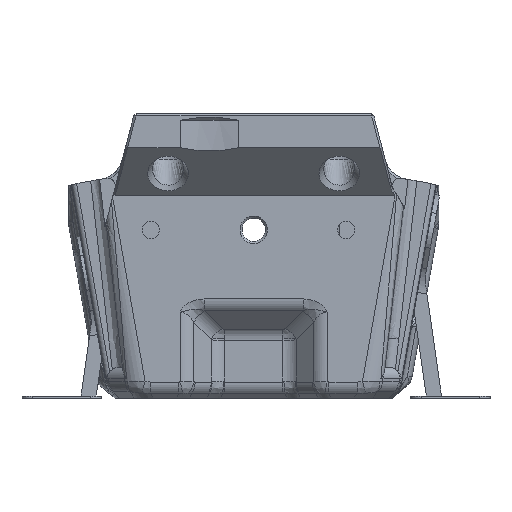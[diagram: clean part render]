
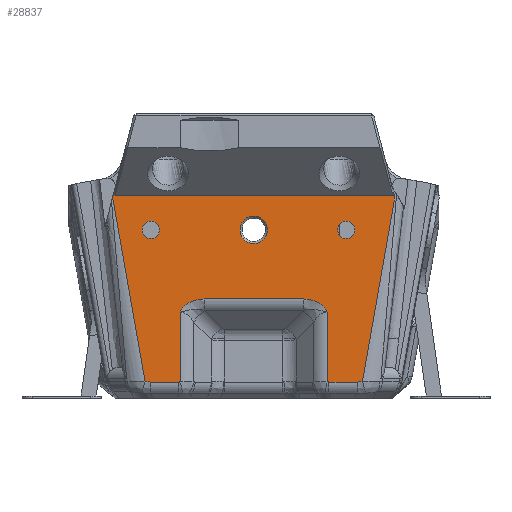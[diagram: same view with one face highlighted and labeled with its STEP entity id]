
A CAD part, front view. The second image highlights one B-rep face of the part: STEP entity #28837.
In plain terms, the highlighted planar face has unit normal (0, -1, 0).
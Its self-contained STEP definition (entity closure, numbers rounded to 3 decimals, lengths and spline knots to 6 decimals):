
#780=B_SPLINE_CURVE_WITH_KNOTS('',3,(#47971,#47972,#47973,#47974),
 .UNSPECIFIED.,.F.,.F.,(4,4),(0.,0.999999),.UNSPECIFIED.);
#781=B_SPLINE_CURVE_WITH_KNOTS('',3,(#47983,#47984,#47985,#47986,#47987,
#47988),.UNSPECIFIED.,.F.,.F.,(4,1,1,4),(0.,0.002711,0.004067,
0.005422),.UNSPECIFIED.);
#782=B_SPLINE_CURVE_WITH_KNOTS('',3,(#47992,#47993,#47994,#47995,#47996,
#47997),.UNSPECIFIED.,.F.,.F.,(4,1,1,4),(0.,0.002711,0.004067,
0.005422),.UNSPECIFIED.);
#1586=CIRCLE('',#31076,0.0026);
#1587=CIRCLE('',#31077,0.00165);
#1588=CIRCLE('',#31078,0.00165);
#2601=ELLIPSE('',#30806,0.002947,0.002);
#2602=ELLIPSE('',#30810,0.006197,0.004);
#2603=ELLIPSE('',#30811,0.006197,0.004);
#2604=ELLIPSE('',#30815,0.002947,0.002);
#6816=ORIENTED_EDGE('',*,*,#13814,.F.);
#6817=ORIENTED_EDGE('',*,*,#13815,.T.);
#6818=ORIENTED_EDGE('',*,*,#13816,.T.);
#6819=ORIENTED_EDGE('',*,*,#13817,.T.);
#6820=ORIENTED_EDGE('',*,*,#13818,.F.);
#6821=ORIENTED_EDGE('',*,*,#13819,.T.);
#6822=ORIENTED_EDGE('',*,*,#13435,.F.);
#6823=ORIENTED_EDGE('',*,*,#13433,.T.);
#6824=ORIENTED_EDGE('',*,*,#13431,.F.);
#6825=ORIENTED_EDGE('',*,*,#13813,.F.);
#6826=ORIENTED_EDGE('',*,*,#13820,.F.);
#6827=ORIENTED_EDGE('',*,*,#13821,.T.);
#6828=ORIENTED_EDGE('',*,*,#13822,.T.);
#6829=ORIENTED_EDGE('',*,*,#13810,.T.);
#6830=ORIENTED_EDGE('',*,*,#13440,.T.);
#6831=ORIENTED_EDGE('',*,*,#13438,.F.);
#6832=ORIENTED_EDGE('',*,*,#13436,.T.);
#6833=ORIENTED_EDGE('',*,*,#13823,.T.);
#6834=ORIENTED_EDGE('',*,*,#13824,.F.);
#6835=ORIENTED_EDGE('',*,*,#13825,.F.);
#13431=EDGE_CURVE('',#17252,#17253,#2601,.T.);
#13433=EDGE_CURVE('',#17254,#17253,#19926,.T.);
#13435=EDGE_CURVE('',#17254,#17242,#2602,.T.);
#13436=EDGE_CURVE('',#17255,#17251,#2603,.T.);
#13438=EDGE_CURVE('',#17255,#17256,#19927,.T.);
#13440=EDGE_CURVE('',#17257,#17256,#2604,.T.);
#13810=EDGE_CURVE('',#17465,#17257,#20091,.T.);
#13813=EDGE_CURVE('',#17466,#17252,#20092,.T.);
#13814=EDGE_CURVE('',#17467,#17251,#20093,.T.);
#13815=EDGE_CURVE('',#17467,#17468,#780,.T.);
#13816=EDGE_CURVE('',#17468,#17469,#20094,.T.);
#13817=EDGE_CURVE('',#17469,#17470,#20095,.F.);
#13818=EDGE_CURVE('',#17471,#17470,#20096,.T.);
#13819=EDGE_CURVE('',#17471,#17242,#20097,.T.);
#13820=EDGE_CURVE('',#17472,#17466,#781,.T.);
#13821=EDGE_CURVE('',#17472,#17473,#20098,.F.);
#13822=EDGE_CURVE('',#17473,#17465,#782,.T.);
#13823=EDGE_CURVE('',#17474,#17474,#1586,.F.);
#13824=EDGE_CURVE('',#17475,#17475,#1587,.T.);
#13825=EDGE_CURVE('',#17476,#17476,#1588,.T.);
#17242=VERTEX_POINT('',#46346);
#17251=VERTEX_POINT('',#46447);
#17252=VERTEX_POINT('',#46474);
#17253=VERTEX_POINT('',#46476);
#17254=VERTEX_POINT('',#46480);
#17255=VERTEX_POINT('',#46532);
#17256=VERTEX_POINT('',#46536);
#17257=VERTEX_POINT('',#46563);
#17465=VERTEX_POINT('',#47962);
#17466=VERTEX_POINT('',#47966);
#17467=VERTEX_POINT('',#47970);
#17468=VERTEX_POINT('',#47975);
#17469=VERTEX_POINT('',#47977);
#17470=VERTEX_POINT('',#47979);
#17471=VERTEX_POINT('',#47981);
#17472=VERTEX_POINT('',#47989);
#17473=VERTEX_POINT('',#47991);
#17474=VERTEX_POINT('',#47999);
#17475=VERTEX_POINT('',#48001);
#17476=VERTEX_POINT('',#48003);
#19926=LINE('',#46479,#22334);
#19927=LINE('',#46535,#22335);
#20091=LINE('',#47961,#22499);
#20092=LINE('',#47967,#22500);
#20093=LINE('',#47969,#22501);
#20094=LINE('',#47976,#22502);
#20095=LINE('',#47978,#22503);
#20096=LINE('',#47980,#22504);
#20097=LINE('',#47982,#22505);
#20098=LINE('',#47990,#22506);
#22334=VECTOR('',#35484,1.);
#22335=VECTOR('',#35495,1.);
#22499=VECTOR('',#36175,1.);
#22500=VECTOR('',#36182,1.);
#22501=VECTOR('',#36185,1.);
#22502=VECTOR('',#36186,1.);
#22503=VECTOR('',#36187,1.);
#22504=VECTOR('',#36188,1.);
#22505=VECTOR('',#36189,1.);
#22506=VECTOR('',#36190,1.);
#24478=EDGE_LOOP('',(#6816,#6817,#6818,#6819,#6820,#6821,#6822,#6823,#6824,
#6825,#6826,#6827,#6828,#6829,#6830,#6831,#6832));
#24479=EDGE_LOOP('',(#6833));
#24480=EDGE_LOOP('',(#6834));
#24481=EDGE_LOOP('',(#6835));
#26263=FACE_BOUND('',#24478,.T.);
#26264=FACE_BOUND('',#24479,.T.);
#26265=FACE_BOUND('',#24480,.T.);
#26266=FACE_BOUND('',#24481,.T.);
#27622=PLANE('',#31075);
#28837=ADVANCED_FACE('',(#26263,#26264,#26265,#26266),#27622,.T.);
#30806=AXIS2_PLACEMENT_3D('',#46475,#35478,#35479);
#30810=AXIS2_PLACEMENT_3D('',#46506,#35487,#35488);
#30811=AXIS2_PLACEMENT_3D('',#46531,#35489,#35490);
#30815=AXIS2_PLACEMENT_3D('',#46562,#35498,#35499);
#31075=AXIS2_PLACEMENT_3D('',#47968,#36183,#36184);
#31076=AXIS2_PLACEMENT_3D('',#47998,#36191,#36192);
#31077=AXIS2_PLACEMENT_3D('',#48000,#36193,#36194);
#31078=AXIS2_PLACEMENT_3D('',#48002,#36195,#36196);
#35478=DIRECTION('',(0.,1.,0.));
#35479=DIRECTION('',(-0.383,0.,-0.924));
#35484=DIRECTION('',(1.,0.,0.));
#35487=DIRECTION('',(0.,1.,0.));
#35488=DIRECTION('',(-0.534,0.,0.845));
#35489=DIRECTION('',(0.,-1.,0.));
#35490=DIRECTION('',(0.534,0.,0.845));
#35495=DIRECTION('',(-1.,0.,0.));
#35498=DIRECTION('',(0.,-1.,0.));
#35499=DIRECTION('',(0.383,0.,-0.924));
#36175=DIRECTION('',(0.,0.,-1.));
#36182=DIRECTION('',(0.,0.,-1.));
#36183=DIRECTION('',(0.,-1.,0.));
#36184=DIRECTION('',(1.,0.,0.));
#36185=DIRECTION('',(-0.174,0.,-0.985));
#36186=DIRECTION('',(-1.,0.,0.));
#36187=DIRECTION('',(0.506,0.,-0.863));
#36188=DIRECTION('',(0.25,0.,0.968));
#36189=DIRECTION('',(0.174,0.,-0.985));
#36190=DIRECTION('',(-1.,0.,0.));
#36191=DIRECTION('',(0.,-1.,0.));
#36192=DIRECTION('',(1.,0.,0.));
#36193=DIRECTION('',(0.,-1.,0.));
#36194=DIRECTION('',(1.,0.,0.));
#36195=DIRECTION('',(0.,-1.,0.));
#36196=DIRECTION('',(1.,0.,0.));
#46346=CARTESIAN_POINT('',(-0.020567,-0.0225,0.003176));
#46447=CARTESIAN_POINT('',(0.020567,-0.0225,0.003176));
#46474=CARTESIAN_POINT('',(-0.013891,-0.0225,0.003078));
#46475=CARTESIAN_POINT('',(-0.013643,-0.0225,0.005871));
#46476=CARTESIAN_POINT('',(-0.014228,-0.0225,0.003043));
#46479=CARTESIAN_POINT('',(0.028932,-0.0225,0.003043));
#46480=CARTESIAN_POINT('',(-0.01958,-0.0225,0.003043));
#46506=CARTESIAN_POINT('',(-0.021369,-0.0225,0.008699));
#46531=CARTESIAN_POINT('',(0.021369,-0.0225,0.008699));
#46532=CARTESIAN_POINT('',(0.01958,-0.0225,0.003043));
#46535=CARTESIAN_POINT('',(-0.000052,-0.0225,0.003043));
#46536=CARTESIAN_POINT('',(0.014228,-0.0225,0.003043));
#46562=CARTESIAN_POINT('',(0.013643,-0.0225,0.005871));
#46563=CARTESIAN_POINT('',(0.013891,-0.0225,0.003078));
#47961=CARTESIAN_POINT('',(0.013891,-0.0225,0.021029));
#47962=CARTESIAN_POINT('',(0.013891,-0.0225,0.016279));
#47966=CARTESIAN_POINT('',(-0.013891,-0.0225,0.016279));
#47967=CARTESIAN_POINT('',(-0.013891,-0.0225,0.021029));
#47968=CARTESIAN_POINT('',(-0.000052,-0.0225,0.021029));
#47969=CARTESIAN_POINT('',(0.023002,-0.0225,0.016983));
#47970=CARTESIAN_POINT('',(0.026543,-0.0225,0.037069));
#47971=CARTESIAN_POINT('',(0.026543,-0.0225,0.037069));
#47972=CARTESIAN_POINT('',(0.026593,-0.0225,0.037486));
#47973=CARTESIAN_POINT('',(0.026643,-0.0225,0.037903));
#47974=CARTESIAN_POINT('',(0.026693,-0.0225,0.03832));
#47975=CARTESIAN_POINT('',(0.026693,-0.0225,0.03832));
#47976=CARTESIAN_POINT('',(-0.01013,-0.0225,0.03832));
#47977=CARTESIAN_POINT('',(-0.026227,-0.0225,0.03832));
#47978=CARTESIAN_POINT('',(-0.028491,-0.0225,0.042183));
#47979=CARTESIAN_POINT('',(-0.026509,-0.0225,0.038801));
#47980=CARTESIAN_POINT('',(-0.029158,-0.0225,0.028557));
#47981=CARTESIAN_POINT('',(-0.026711,-0.0225,0.03802));
#47982=CARTESIAN_POINT('',(-0.023002,-0.0225,0.016983));
#47983=CARTESIAN_POINT('',(-0.009407,-0.0225,0.018764));
#47984=CARTESIAN_POINT('',(-0.010317,-0.0225,0.018764));
#47985=CARTESIAN_POINT('',(-0.011678,-0.0225,0.018487));
#47986=CARTESIAN_POINT('',(-0.013195,-0.0225,0.017473));
#47987=CARTESIAN_POINT('',(-0.013753,-0.0225,0.016709));
#47988=CARTESIAN_POINT('',(-0.013891,-0.0225,0.016279));
#47989=CARTESIAN_POINT('',(-0.009407,-0.0225,0.018764));
#47990=CARTESIAN_POINT('',(-0.000052,-0.0225,0.018764));
#47991=CARTESIAN_POINT('',(0.009407,-0.0225,0.018764));
#47992=CARTESIAN_POINT('',(0.009407,-0.0225,0.018764));
#47993=CARTESIAN_POINT('',(0.010317,-0.0225,0.018764));
#47994=CARTESIAN_POINT('',(0.011678,-0.0225,0.018487));
#47995=CARTESIAN_POINT('',(0.013195,-0.0225,0.017473));
#47996=CARTESIAN_POINT('',(0.013753,-0.0225,0.016709));
#47997=CARTESIAN_POINT('',(0.013891,-0.0225,0.016279));
#47998=CARTESIAN_POINT('',(0.,-0.0225,0.03185));
#47999=CARTESIAN_POINT('',(0.0026,-0.0225,0.03185));
#48000=CARTESIAN_POINT('',(0.017499,-0.0225,0.031853));
#48001=CARTESIAN_POINT('',(0.019149,-0.0225,0.031853));
#48002=CARTESIAN_POINT('',(-0.019501,-0.0225,0.031853));
#48003=CARTESIAN_POINT('',(-0.017851,-0.0225,0.031853));
